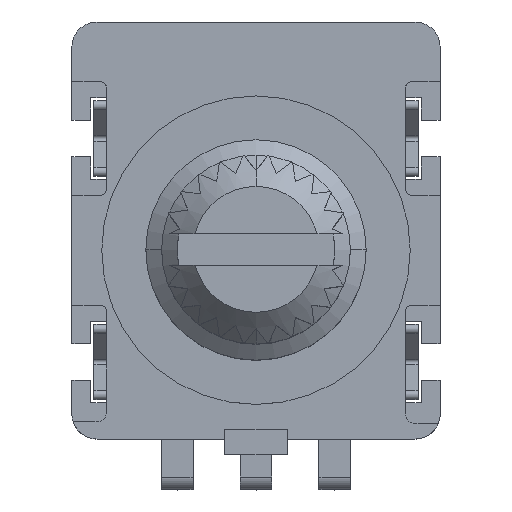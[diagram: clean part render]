
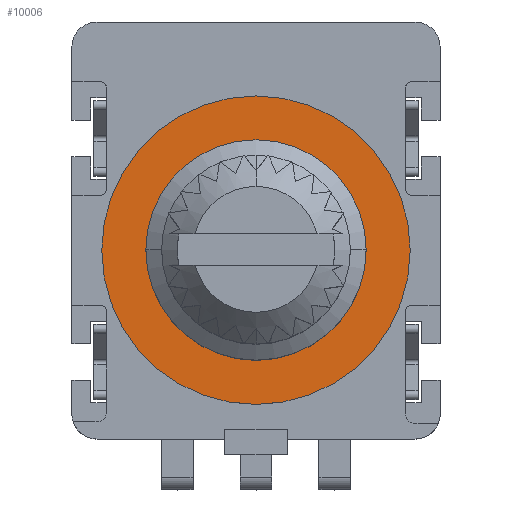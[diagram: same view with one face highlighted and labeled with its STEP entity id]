
A CAD part, top view. The second image highlights one B-rep face of the part: STEP entity #10006.
In plain terms, the highlighted planar face has unit normal (0, 0, 1).
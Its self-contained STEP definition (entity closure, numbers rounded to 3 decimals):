
#709 = EDGE_CURVE ( 'NONE', #7653, #11813, #9168, .T. ) ;
#1519 = CARTESIAN_POINT ( 'NONE',  ( 3.5, 0., 0. ) ) ;
#1545 = DIRECTION ( 'NONE',  ( 1., 0., 0. ) ) ;
#1567 = CARTESIAN_POINT ( 'NONE',  ( -3.5, 0., 0. ) ) ;
#1593 = ORIENTED_EDGE ( 'NONE', *, *, #709, .F. ) ;
#1607 = CARTESIAN_POINT ( 'NONE',  ( 0., 0., 0. ) ) ;
#1791 = DIRECTION ( 'NONE',  ( 1., 0., 0. ) ) ;
#1908 = EDGE_CURVE ( 'NONE', #6593, #9600, #9577, .T. ) ;
#2398 = FACE_BOUND ( 'NONE', #10894, .T. ) ;
#2767 = DIRECTION ( 'NONE',  ( 1., 0., 0. ) ) ;
#3781 = AXIS2_PLACEMENT_3D ( 'NONE', #1607, #8536, #1545 ) ;
#3886 = CARTESIAN_POINT ( 'NONE',  ( 0., 0., 0. ) ) ;
#3909 = DIRECTION ( 'NONE',  ( 1., 0., 0. ) ) ;
#4562 = EDGE_CURVE ( 'NONE', #11813, #7653, #5866, .T. ) ;
#4727 = CARTESIAN_POINT ( 'NONE',  ( 0., 0., 0. ) ) ;
#4745 = DIRECTION ( 'NONE',  ( 0., 0., 1. ) ) ;
#4978 = ORIENTED_EDGE ( 'NONE', *, *, #1908, .T. ) ;
#5728 = CIRCLE ( 'NONE', #8260, 4.9 ) ;
#5857 = AXIS2_PLACEMENT_3D ( 'NONE', #13002, #9067, #3909 ) ;
#5866 = CIRCLE ( 'NONE', #5857, 3.5 ) ;
#5869 = DIRECTION ( 'NONE',  ( 0., 0., 1. ) ) ;
#6494 = FACE_OUTER_BOUND ( 'NONE', #12876, .T. ) ;
#6593 = VERTEX_POINT ( 'NONE', #9960 ) ;
#7513 = DIRECTION ( 'NONE',  ( 1., 0., 0. ) ) ;
#7653 = VERTEX_POINT ( 'NONE', #1519 ) ;
#7871 = CARTESIAN_POINT ( 'NONE',  ( 0., 0., 0. ) ) ;
#8260 = AXIS2_PLACEMENT_3D ( 'NONE', #4727, #12497, #7513 ) ;
#8319 = AXIS2_PLACEMENT_3D ( 'NONE', #3886, #4745, #1791 ) ;
#8536 = DIRECTION ( 'NONE',  ( 0., 0., 1. ) ) ;
#9067 = DIRECTION ( 'NONE',  ( 0., 0., 1. ) ) ;
#9168 = CIRCLE ( 'NONE', #10639, 3.5 ) ;
#9181 = ORIENTED_EDGE ( 'NONE', *, *, #4562, .F. ) ;
#9577 = CIRCLE ( 'NONE', #8319, 4.9 ) ;
#9600 = VERTEX_POINT ( 'NONE', #11506 ) ;
#9960 = CARTESIAN_POINT ( 'NONE',  ( -4.9, 0., 0. ) ) ;
#10006 = ADVANCED_FACE ( 'NONE', ( #6494, #2398 ), #11689, .T. ) ;
#10639 = AXIS2_PLACEMENT_3D ( 'NONE', #7871, #5869, #2767 ) ;
#10894 = EDGE_LOOP ( 'NONE', ( #1593, #9181 ) ) ;
#11506 = CARTESIAN_POINT ( 'NONE',  ( 4.9, 0., 0. ) ) ;
#11638 = ORIENTED_EDGE ( 'NONE', *, *, #11913, .T. ) ;
#11689 = PLANE ( 'NONE',  #3781 ) ;
#11813 = VERTEX_POINT ( 'NONE', #1567 ) ;
#11913 = EDGE_CURVE ( 'NONE', #9600, #6593, #5728, .T. ) ;
#12497 = DIRECTION ( 'NONE',  ( 0., 0., 1. ) ) ;
#12876 = EDGE_LOOP ( 'NONE', ( #11638, #4978 ) ) ;
#13002 = CARTESIAN_POINT ( 'NONE',  ( 0., 0., 0. ) ) ;
